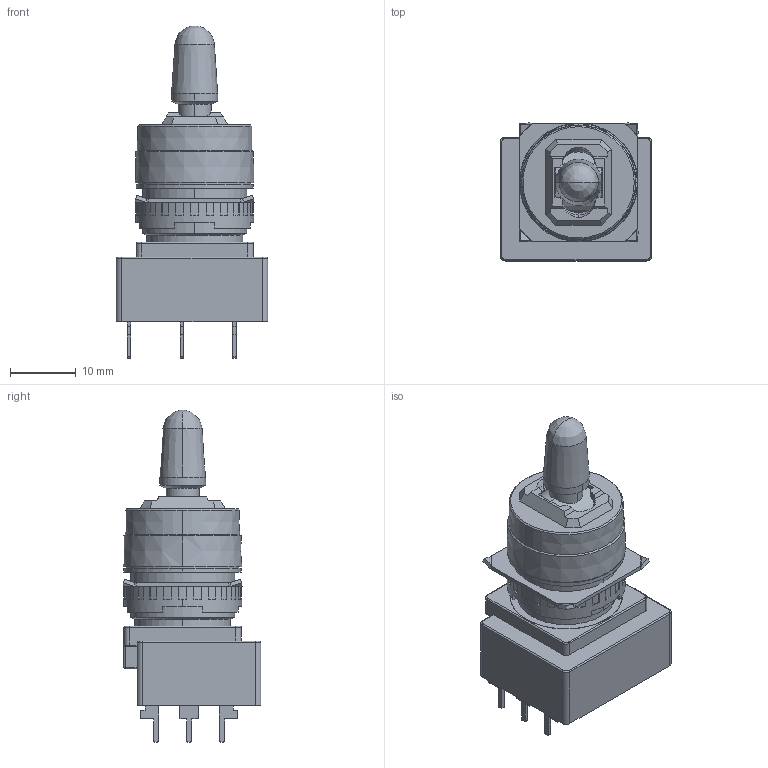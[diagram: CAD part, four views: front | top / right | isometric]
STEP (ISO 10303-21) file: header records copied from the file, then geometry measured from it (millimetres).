
FILE_DESCRIPTION (( 'STEP AP214' ), '1' );
FILE_NAME ('107_LB1T-[2][3](3)T[3][7]V.STEP', '2020-09-25T01:02:11', ( 'IDEC' ), ( 'IDEC' ), 'SwSTEP 2.0', 'SolidWorks 2019', '' );
FILE_SCHEMA (( 'AUTOMOTIVE_DESIGN' ));
Length unit declared in the file: millimetre
Products named in the file (4): LB-T-BODY-M; 107_LB1T-[2][3](3)T[3][7]V; LB-T3V; LB-NUT-SET
Assembly tree (3 placements, depth 2):
  107_LB1T-[2][3](3)T[3][7]V
    LB-T-BODY-M
    LB-T3V
    LB-NUT-SET
Bounding box: 23 x 20.93 x 50.4 mm (x, y, z)
Volume: 9735.2 mm3; surface area: 5213.6 mm2
Topology: 3 solids, 3 shells, 477 faces, 1280 edges, 814 vertices
Faces by surface type: plane 293, cylinder 138, bspline 30, cone 16
Entity records: 17066 total; most frequent: CARTESIAN_POINT 3526, ORIENTED_EDGE 2544, DIRECTION 2438, EDGE_CURVE 1272, VECTOR 870, LINE 870, VERTEX_POINT 814, AXIS2_PLACEMENT_3D 784
